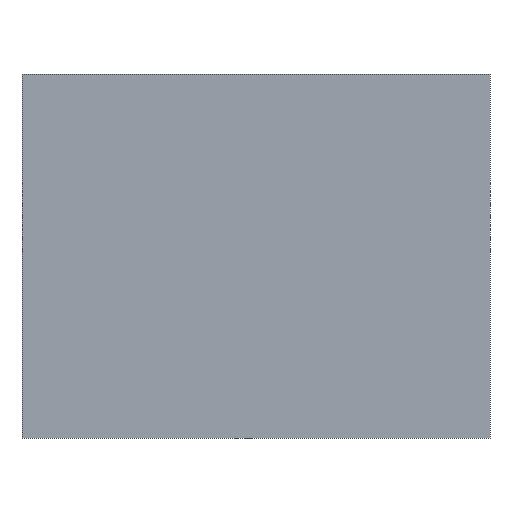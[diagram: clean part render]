
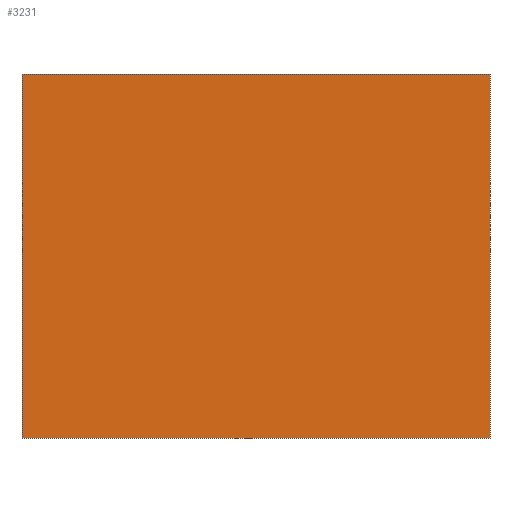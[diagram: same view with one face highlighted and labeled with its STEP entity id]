
A CAD part, front view. The second image highlights one B-rep face of the part: STEP entity #3231.
In plain terms, the highlighted planar face has unit normal (0, -1, 0).
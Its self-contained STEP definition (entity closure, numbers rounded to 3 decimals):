
#3089=CARTESIAN_POINT('Line Origine',(50.,-455.,25.)) ;
#3093=CARTESIAN_POINT('Vertex',(50.,-455.,200.)) ;
#3095=CARTESIAN_POINT('Vertex',(50.,-455.,-150.)) ;
#3129=CARTESIAN_POINT('Line Origine',(-175.,-455.,-150.)) ;
#3133=CARTESIAN_POINT('Vertex',(-400.,-455.,-150.)) ;
#3160=CARTESIAN_POINT('Line Origine',(-400.,-455.,25.)) ;
#3164=CARTESIAN_POINT('Vertex',(-400.,-455.,200.)) ;
#3191=CARTESIAN_POINT('Line Origine',(-175.,-455.,200.)) ;
#3220=CARTESIAN_POINT('Axis2P3D Location',(0.,-455.,0.)) ;
#3090=DIRECTION('Vector Direction',(0.,0.,-1.)) ;
#3130=DIRECTION('Vector Direction',(1.,0.,0.)) ;
#3161=DIRECTION('Vector Direction',(0.,0.,1.)) ;
#3192=DIRECTION('Vector Direction',(-1.,0.,0.)) ;
#3221=DIRECTION('Axis2P3D Direction',(0.,1.,0.)) ;
#3222=DIRECTION('Axis2P3D XDirection',(-1.,0.,0.)) ;
#3223=AXIS2_PLACEMENT_3D('Plane Axis2P3D',#3220,#3221,#3222) ;
#3226=ORIENTED_EDGE('',*,*,#3195,.F.) ;
#3227=ORIENTED_EDGE('',*,*,#3166,.F.) ;
#3228=ORIENTED_EDGE('',*,*,#3135,.F.) ;
#3229=ORIENTED_EDGE('',*,*,#3097,.F.) ;
#3091=VECTOR('Line Direction',#3090,1.) ;
#3131=VECTOR('Line Direction',#3130,1.) ;
#3162=VECTOR('Line Direction',#3161,1.) ;
#3193=VECTOR('Line Direction',#3192,1.) ;
#3231=ADVANCED_FACE('',(#3230),#3224,.F.) ;
#3097=EDGE_CURVE('',#3094,#3096,#3092,.T.) ;
#3135=EDGE_CURVE('',#3096,#3134,#3132,.F.) ;
#3166=EDGE_CURVE('',#3134,#3165,#3163,.T.) ;
#3195=EDGE_CURVE('',#3165,#3094,#3194,.F.) ;
#3225=EDGE_LOOP('',(#3226,#3227,#3228,#3229)) ;
#3230=FACE_OUTER_BOUND('',#3225,.T.) ;
#3092=LINE('Line',#3089,#3091) ;
#3132=LINE('Line',#3129,#3131) ;
#3163=LINE('Line',#3160,#3162) ;
#3194=LINE('Line',#3191,#3193) ;
#3224=PLANE('Plane',#3223) ;
#3094=VERTEX_POINT('',#3093) ;
#3096=VERTEX_POINT('',#3095) ;
#3134=VERTEX_POINT('',#3133) ;
#3165=VERTEX_POINT('',#3164) ;
